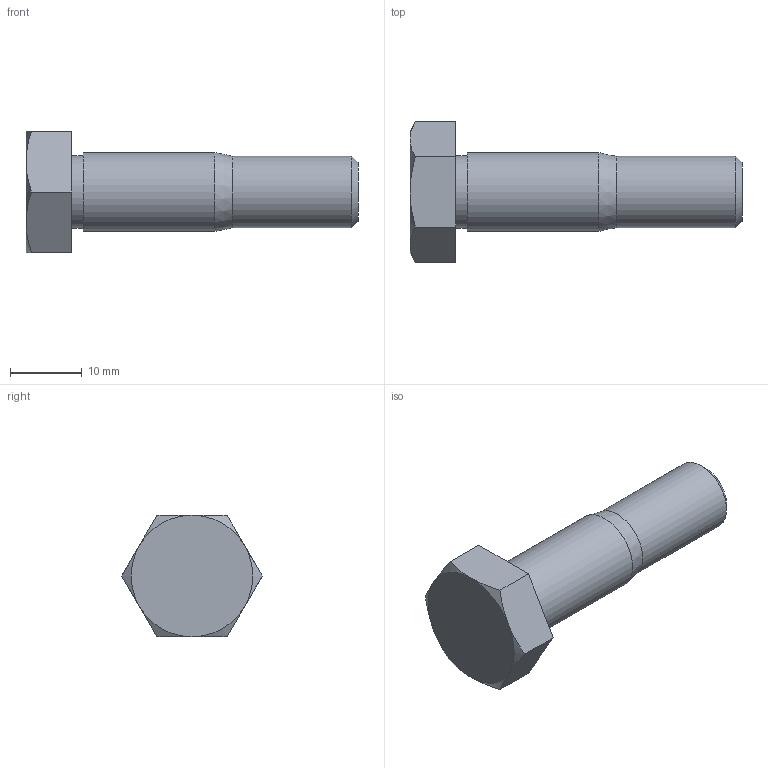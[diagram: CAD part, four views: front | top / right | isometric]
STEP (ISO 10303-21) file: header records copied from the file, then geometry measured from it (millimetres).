
FILE_DESCRIPTION( ( 'STEP AP214' ), '1' );
FILE_NAME( 'K0706.11X40.stp', '2020-12-09T12:22:03', ( '' ), ( '' ), ' ', 'PARTsolutions', ' ' );
FILE_SCHEMA( ( 'AUTOMOTIVE_DESIGN { 1 0 10303 214 1 1 1 1 }' ) );
Length unit declared in the file: millimetre
Products named in the file (1): _K0706.11X40
Bounding box: 46.4 x 19.63 x 17 mm (x, y, z)
Volume: 5054.4 mm3; surface area: 2178.8 mm2
Topology: 1 solids, 1 shells, 21 faces, 42 edges, 25 vertices
Faces by surface type: plane 10, cone 8, cylinder 3
Full cylindrical faces by diameter (mm): 10 x1, 10.2 x1, 11 x1
Entity records: 744 total; most frequent: CARTESIAN_POINT 156, DIRECTION 82, ORIENTED_EDGE 74, EDGE_CURVE 37, AXIS2_PLACEMENT_3D 35, EDGE_LOOP 28, VERTEX_POINT 25, FACE_OUTER_BOUND 24
